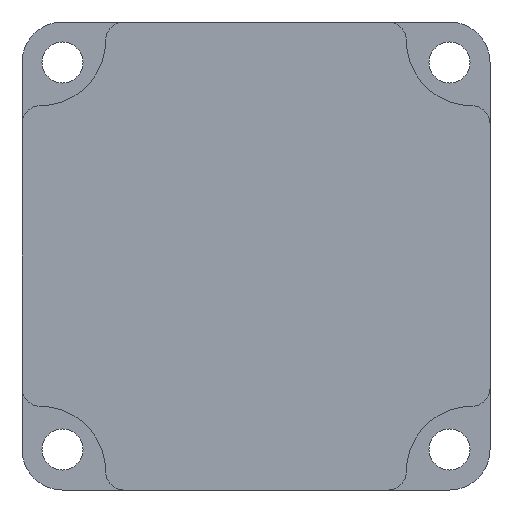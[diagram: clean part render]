
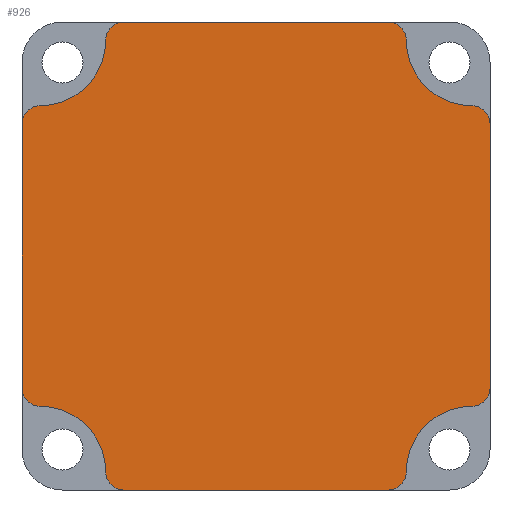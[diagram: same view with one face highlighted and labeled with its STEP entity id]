
A CAD part, front view. The second image highlights one B-rep face of the part: STEP entity #926.
In plain terms, the highlighted planar face has unit normal (0, -1, 0).
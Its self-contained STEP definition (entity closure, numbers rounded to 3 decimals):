
#65 = CARTESIAN_POINT ( 'NONE',  ( 2.2, -143., -46.8 ) ) ;
#124 = VERTEX_POINT ( 'NONE', #1318 ) ;
#126 = VERTEX_POINT ( 'NONE', #165 ) ;
#149 = EDGE_CURVE ( 'NONE', #124, #2363, #1991, .T. ) ;
#165 = CARTESIAN_POINT ( 'NONE',  ( 57., -143., -44.6 ) ) ;
#168 = EDGE_CURVE ( 'NONE', #126, #2028, #2393, .T. ) ;
#198 = ORIENTED_EDGE ( 'NONE', *, *, #149, .F. ) ;
#211 = CARTESIAN_POINT ( 'NONE',  ( 0., -143., 0. ) ) ;
#223 = CARTESIAN_POINT ( 'NONE',  ( 44.6, -143., -54.8 ) ) ;
#228 = CARTESIAN_POINT ( 'NONE',  ( 54.8, -143., -44.6 ) ) ;
#253 = EDGE_CURVE ( 'NONE', #2363, #2228, #1044, .T. ) ;
#256 = LINE ( 'NONE', #1316, #764 ) ;
#263 = ORIENTED_EDGE ( 'NONE', *, *, #253, .F. ) ;
#269 = CARTESIAN_POINT ( 'NONE',  ( 54.8, -143., -12.4 ) ) ;
#273 = CARTESIAN_POINT ( 'NONE',  ( 57., -143., 0. ) ) ;
#279 = EDGE_CURVE ( 'NONE', #1280, #899, #1286, .T. ) ;
#280 = VECTOR ( 'NONE', #677, 1000. ) ;
#318 = EDGE_CURVE ( 'NONE', #2140, #1280, #1240, .T. ) ;
#354 = CARTESIAN_POINT ( 'NONE',  ( 57., -143., -12.4 ) ) ;
#355 = DIRECTION ( 'NONE',  ( 0., 1., 0. ) ) ;
#357 = CIRCLE ( 'NONE', #1876, 2.2 ) ;
#388 = CARTESIAN_POINT ( 'NONE',  ( 2.2, -143., -12.4 ) ) ;
#393 = DIRECTION ( 'NONE',  ( 0., 1., 0. ) ) ;
#424 = DIRECTION ( 'NONE',  ( 0., 0., -1. ) ) ;
#428 = DIRECTION ( 'NONE',  ( 0., 0., 1. ) ) ;
#469 = DIRECTION ( 'NONE',  ( 0., 0., -1. ) ) ;
#470 = VERTEX_POINT ( 'NONE', #1674 ) ;
#495 = ORIENTED_EDGE ( 'NONE', *, *, #1622, .F. ) ;
#499 = EDGE_CURVE ( 'NONE', #573, #2140, #1319, .T. ) ;
#524 = EDGE_CURVE ( 'NONE', #1973, #573, #256, .T. ) ;
#553 = ORIENTED_EDGE ( 'NONE', *, *, #168, .F. ) ;
#555 = VERTEX_POINT ( 'NONE', #1382 ) ;
#573 = VERTEX_POINT ( 'NONE', #638 ) ;
#587 = DIRECTION ( 'NONE',  ( 0., 0., 1. ) ) ;
#598 = DIRECTION ( 'NONE',  ( 0., -1., 0. ) ) ;
#608 = DIRECTION ( 'NONE',  ( 0., -1., 0. ) ) ;
#609 = FACE_OUTER_BOUND ( 'NONE', #1510, .T. ) ;
#619 = DIRECTION ( 'NONE',  ( 0., 0., -1. ) ) ;
#638 = CARTESIAN_POINT ( 'NONE',  ( 12.4, -143., -57. ) ) ;
#677 = DIRECTION ( 'NONE',  ( 0., 0., -1. ) ) ;
#679 = CARTESIAN_POINT ( 'NONE',  ( 2.2, -143., -54.8 ) ) ;
#706 = CARTESIAN_POINT ( 'NONE',  ( 12.4, -143., 0. ) ) ;
#710 = VECTOR ( 'NONE', #1166, 1000. ) ;
#721 = CIRCLE ( 'NONE', #878, 8. ) ;
#740 = CARTESIAN_POINT ( 'NONE',  ( 54.8, -143., -54.8 ) ) ;
#756 = AXIS2_PLACEMENT_3D ( 'NONE', #228, #1561, #428 ) ;
#764 = VECTOR ( 'NONE', #2432, 1000. ) ;
#795 = CARTESIAN_POINT ( 'NONE',  ( 54.8, -143., -46.8 ) ) ;
#797 = ORIENTED_EDGE ( 'NONE', *, *, #870, .F. ) ;
#864 = DIRECTION ( 'NONE',  ( 0., 0., 1. ) ) ;
#870 = EDGE_CURVE ( 'NONE', #555, #2138, #721, .T. ) ;
#878 = AXIS2_PLACEMENT_3D ( 'NONE', #1731, #598, #1917 ) ;
#896 = AXIS2_PLACEMENT_3D ( 'NONE', #1138, #2443, #1328 ) ;
#899 = VERTEX_POINT ( 'NONE', #1928 ) ;
#924 = DIRECTION ( 'NONE',  ( 0., 0., 1. ) ) ;
#926 = ADVANCED_FACE ( 'NONE', ( #609 ), #1375, .T. ) ;
#934 = ORIENTED_EDGE ( 'NONE', *, *, #2205, .F. ) ;
#974 = CIRCLE ( 'NONE', #1040, 2.2 ) ;
#991 = DIRECTION ( 'NONE',  ( 1., 0., 0. ) ) ;
#998 = CARTESIAN_POINT ( 'NONE',  ( 10.2, -143., -2.2 ) ) ;
#1040 = AXIS2_PLACEMENT_3D ( 'NONE', #388, #1721, #587 ) ;
#1044 = CIRCLE ( 'NONE', #1641, 2.2 ) ;
#1046 = DIRECTION ( 'NONE',  ( 0., 1., 0. ) ) ;
#1054 = EDGE_CURVE ( 'NONE', #2190, #1973, #357, .T. ) ;
#1138 = CARTESIAN_POINT ( 'NONE',  ( 44.6, -143., -2.2 ) ) ;
#1158 = VERTEX_POINT ( 'NONE', #2096 ) ;
#1166 = DIRECTION ( 'NONE',  ( 0., 0., 1. ) ) ;
#1179 = DIRECTION ( 'NONE',  ( 0., -1., 0. ) ) ;
#1236 = CIRCLE ( 'NONE', #896, 2.2 ) ;
#1240 = CIRCLE ( 'NONE', #2382, 8. ) ;
#1280 = VERTEX_POINT ( 'NONE', #65 ) ;
#1283 = LINE ( 'NONE', #273, #280 ) ;
#1286 = CIRCLE ( 'NONE', #1790, 2.2 ) ;
#1293 = EDGE_CURVE ( 'NONE', #2228, #126, #1283, .T. ) ;
#1294 = ORIENTED_EDGE ( 'NONE', *, *, #1310, .F. ) ;
#1310 = EDGE_CURVE ( 'NONE', #1158, #124, #1236, .T. ) ;
#1316 = CARTESIAN_POINT ( 'NONE',  ( 0., -143., -57. ) ) ;
#1318 = CARTESIAN_POINT ( 'NONE',  ( 46.8, -143., -2.2 ) ) ;
#1319 = CIRCLE ( 'NONE', #1990, 2.2 ) ;
#1328 = DIRECTION ( 'NONE',  ( 0., 0., 1. ) ) ;
#1333 = EDGE_CURVE ( 'NONE', #470, #555, #974, .T. ) ;
#1353 = AXIS2_PLACEMENT_3D ( 'NONE', #740, #2052, #924 ) ;
#1375 = PLANE ( 'NONE',  #1777 ) ;
#1382 = CARTESIAN_POINT ( 'NONE',  ( 2.2, -143., -10.2 ) ) ;
#1497 = CARTESIAN_POINT ( 'NONE',  ( 12.4, -143., -54.8 ) ) ;
#1510 = EDGE_LOOP ( 'NONE', ( #2265, #1606, #2062, #934, #553, #2145, #263, #198, #1294, #2263, #495, #797, #1852, #2398, #2273, #1587 ) ) ;
#1525 = CARTESIAN_POINT ( 'NONE',  ( 44.6, -143., -57. ) ) ;
#1533 = CARTESIAN_POINT ( 'NONE',  ( 12.4, -143., -2.2 ) ) ;
#1555 = VECTOR ( 'NONE', #991, 1000. ) ;
#1556 = CARTESIAN_POINT ( 'NONE',  ( 0., -143., 0. ) ) ;
#1559 = DIRECTION ( 'NONE',  ( 0., 1., 0. ) ) ;
#1561 = DIRECTION ( 'NONE',  ( 0., 1., 0. ) ) ;
#1571 = CIRCLE ( 'NONE', #1353, 8. ) ;
#1587 = ORIENTED_EDGE ( 'NONE', *, *, #318, .F. ) ;
#1606 = ORIENTED_EDGE ( 'NONE', *, *, #524, .F. ) ;
#1607 = DIRECTION ( 'NONE',  ( 0., 1., 0. ) ) ;
#1622 = EDGE_CURVE ( 'NONE', #2138, #1826, #1880, .T. ) ;
#1641 = AXIS2_PLACEMENT_3D ( 'NONE', #269, #1607, #469 ) ;
#1674 = CARTESIAN_POINT ( 'NONE',  ( 0., -143., -12.4 ) ) ;
#1690 = DIRECTION ( 'NONE',  ( 0., 0., 1. ) ) ;
#1701 = CARTESIAN_POINT ( 'NONE',  ( 54.8, -143., -10.2 ) ) ;
#1721 = DIRECTION ( 'NONE',  ( 0., 1., 0. ) ) ;
#1727 = DIRECTION ( 'NONE',  ( 0., 0., -1. ) ) ;
#1731 = CARTESIAN_POINT ( 'NONE',  ( 2.2, -143., -2.2 ) ) ;
#1743 = CARTESIAN_POINT ( 'NONE',  ( 54.8, -143., -2.2 ) ) ;
#1777 = AXIS2_PLACEMENT_3D ( 'NONE', #1556, #1179, #619 ) ;
#1790 = AXIS2_PLACEMENT_3D ( 'NONE', #2175, #1046, #2354 ) ;
#1826 = VERTEX_POINT ( 'NONE', #706 ) ;
#1852 = ORIENTED_EDGE ( 'NONE', *, *, #1333, .F. ) ;
#1876 = AXIS2_PLACEMENT_3D ( 'NONE', #223, #1559, #424 ) ;
#1880 = CIRCLE ( 'NONE', #2127, 2.2 ) ;
#1917 = DIRECTION ( 'NONE',  ( 0., 0., 1. ) ) ;
#1926 = DIRECTION ( 'NONE',  ( 0., 0., -1. ) ) ;
#1928 = CARTESIAN_POINT ( 'NONE',  ( 0., -143., -44.6 ) ) ;
#1973 = VERTEX_POINT ( 'NONE', #1525 ) ;
#1990 = AXIS2_PLACEMENT_3D ( 'NONE', #1497, #355, #1690 ) ;
#1991 = CIRCLE ( 'NONE', #2422, 8. ) ;
#1997 = DIRECTION ( 'NONE',  ( 0., -1., 0. ) ) ;
#2028 = VERTEX_POINT ( 'NONE', #795 ) ;
#2035 = CARTESIAN_POINT ( 'NONE',  ( 46.8, -143., -54.8 ) ) ;
#2047 = LINE ( 'NONE', #211, #1555 ) ;
#2052 = DIRECTION ( 'NONE',  ( 0., -1., 0. ) ) ;
#2061 = EDGE_CURVE ( 'NONE', #1826, #1158, #2047, .T. ) ;
#2062 = ORIENTED_EDGE ( 'NONE', *, *, #1054, .F. ) ;
#2096 = CARTESIAN_POINT ( 'NONE',  ( 44.6, -143., 0. ) ) ;
#2104 = CARTESIAN_POINT ( 'NONE',  ( 0., -143., 0. ) ) ;
#2127 = AXIS2_PLACEMENT_3D ( 'NONE', #1533, #393, #1727 ) ;
#2138 = VERTEX_POINT ( 'NONE', #998 ) ;
#2140 = VERTEX_POINT ( 'NONE', #2310 ) ;
#2145 = ORIENTED_EDGE ( 'NONE', *, *, #1293, .F. ) ;
#2175 = CARTESIAN_POINT ( 'NONE',  ( 2.2, -143., -44.6 ) ) ;
#2190 = VERTEX_POINT ( 'NONE', #2035 ) ;
#2205 = EDGE_CURVE ( 'NONE', #2028, #2190, #1571, .T. ) ;
#2228 = VERTEX_POINT ( 'NONE', #354 ) ;
#2263 = ORIENTED_EDGE ( 'NONE', *, *, #2061, .F. ) ;
#2265 = ORIENTED_EDGE ( 'NONE', *, *, #499, .F. ) ;
#2273 = ORIENTED_EDGE ( 'NONE', *, *, #279, .F. ) ;
#2310 = CARTESIAN_POINT ( 'NONE',  ( 10.2, -143., -54.8 ) ) ;
#2333 = LINE ( 'NONE', #2104, #710 ) ;
#2354 = DIRECTION ( 'NONE',  ( 0., 0., -1. ) ) ;
#2363 = VERTEX_POINT ( 'NONE', #1701 ) ;
#2382 = AXIS2_PLACEMENT_3D ( 'NONE', #679, #1997, #864 ) ;
#2393 = CIRCLE ( 'NONE', #756, 2.2 ) ;
#2398 = ORIENTED_EDGE ( 'NONE', *, *, #2426, .F. ) ;
#2422 = AXIS2_PLACEMENT_3D ( 'NONE', #1743, #608, #1926 ) ;
#2426 = EDGE_CURVE ( 'NONE', #899, #470, #2333, .T. ) ;
#2432 = DIRECTION ( 'NONE',  ( -1., 0., 0. ) ) ;
#2443 = DIRECTION ( 'NONE',  ( 0., 1., 0. ) ) ;
